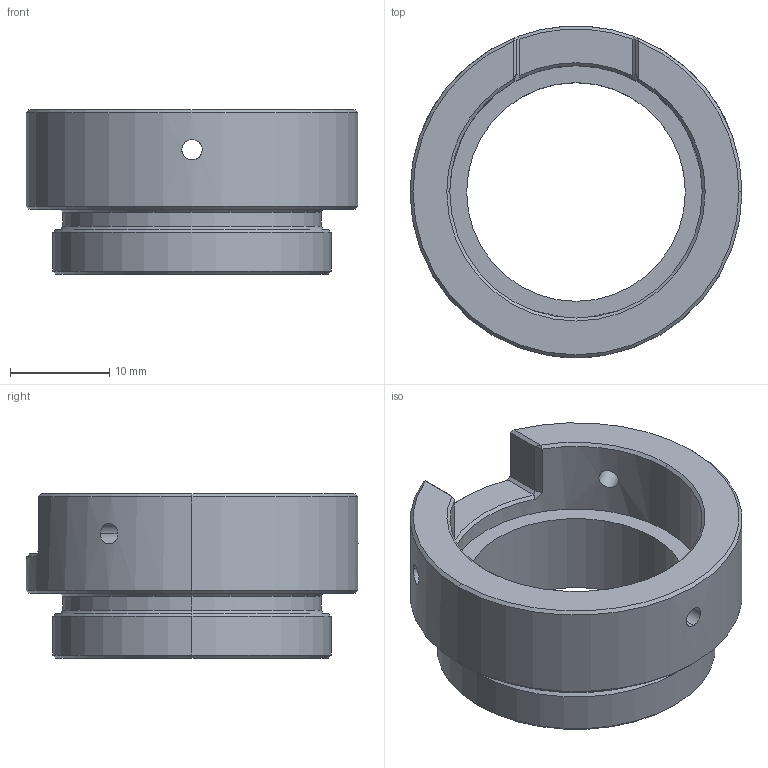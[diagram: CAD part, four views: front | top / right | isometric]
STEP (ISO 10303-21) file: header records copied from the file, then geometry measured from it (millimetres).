
FILE_DESCRIPTION (( 'STEP AP203' ), '1' );
FILE_NAME ('GCM-091201M三维外形图.STEP', '2016-12-30T00:28:34', ( '' ), ( '' ), 'SwSTEP 2.0', 'SolidWorks 2015', '' );
FILE_SCHEMA (( 'CONFIG_CONTROL_DESIGN' ));
Length unit declared in the file: millimetre
Products named in the file (2): GCM-091201M三维外形图
Bounding box: 33.4 x 33.4 x 16.5 mm (x, y, z)
Volume: 4958.2 mm3; surface area: 3840.2 mm2
Topology: 1 solids, 1 shells, 58 faces, 128 edges, 74 vertices
Faces by surface type: plane 20, cone 18, cylinder 16, bspline 4
Entity records: 1931 total; most frequent: CARTESIAN_POINT 522, DIRECTION 258, ORIENTED_EDGE 256, EDGE_CURVE 128, AXIS2_PLACEMENT_3D 98, VERTEX_POINT 74, EDGE_LOOP 68, VECTOR 62
